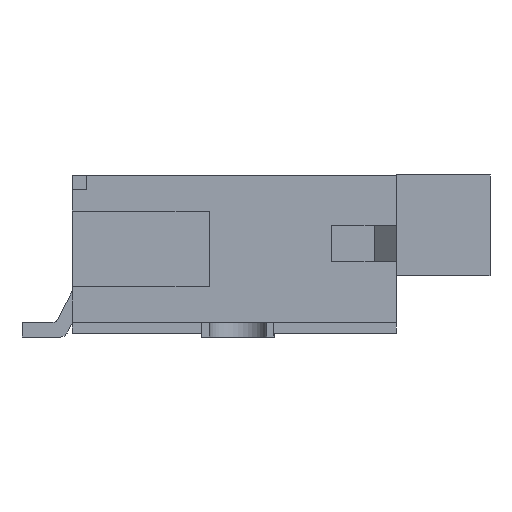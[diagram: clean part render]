
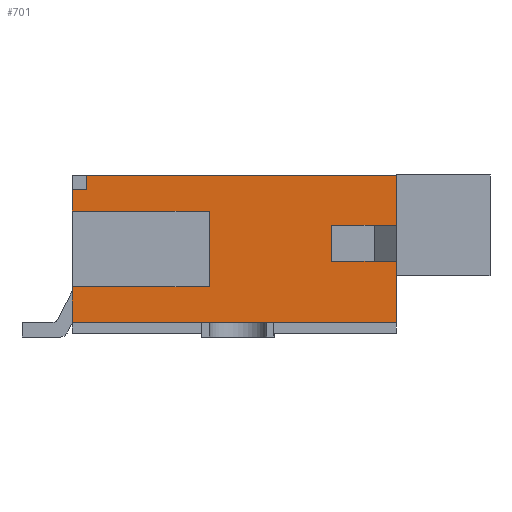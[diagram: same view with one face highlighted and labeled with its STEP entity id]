
A CAD part, left-side view. The second image highlights one B-rep face of the part: STEP entity #701.
In plain terms, the highlighted planar face has unit normal (-1, 0, 0).
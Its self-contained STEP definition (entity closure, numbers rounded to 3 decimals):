
#701 = ADVANCED_FACE( '', ( #1587 ), #1588, .T. );
#1587 = FACE_OUTER_BOUND( '', #2750, .T. );
#1588 = PLANE( '', #2751 );
#2750 = EDGE_LOOP( '', ( #4063, #4064, #4065, #4066, #4067, #4068, #4069, #4070, #4071, #4072, #4073, #4074, #4075, #4076 ) );
#2751 = AXIS2_PLACEMENT_3D( '', #4077, #4078, #4079 );
#4063 = ORIENTED_EDGE( '', *, *, #8203, .F. );
#4064 = ORIENTED_EDGE( '', *, *, #8204, .F. );
#4065 = ORIENTED_EDGE( '', *, *, #8205, .T. );
#4066 = ORIENTED_EDGE( '', *, *, #8206, .F. );
#4067 = ORIENTED_EDGE( '', *, *, #8207, .T. );
#4068 = ORIENTED_EDGE( '', *, *, #8208, .T. );
#4069 = ORIENTED_EDGE( '', *, *, #8209, .T. );
#4070 = ORIENTED_EDGE( '', *, *, #8210, .F. );
#4071 = ORIENTED_EDGE( '', *, *, #8211, .T. );
#4072 = ORIENTED_EDGE( '', *, *, #8212, .T. );
#4073 = ORIENTED_EDGE( '', *, *, #8213, .T. );
#4074 = ORIENTED_EDGE( '', *, *, #8214, .T. );
#4075 = ORIENTED_EDGE( '', *, *, #8215, .T. );
#4076 = ORIENTED_EDGE( '', *, *, #8216, .T. );
#4077 = CARTESIAN_POINT( '', ( -12.3, 0., 0. ) );
#4078 = DIRECTION( '', ( -1., 0., 0. ) );
#4079 = DIRECTION( '', ( 0., 0., 1. ) );
#8203 = EDGE_CURVE( '', #10053, #10054, #10055, .T. );
#8204 = EDGE_CURVE( '', #10056, #10053, #10057, .T. );
#8205 = EDGE_CURVE( '', #10056, #10058, #10059, .T. );
#8206 = EDGE_CURVE( '', #10060, #10058, #10061, .T. );
#8207 = EDGE_CURVE( '', #10060, #10062, #10063, .T. );
#8208 = EDGE_CURVE( '', #10062, #10064, #10065, .T. );
#8209 = EDGE_CURVE( '', #10064, #10066, #10067, .T. );
#8210 = EDGE_CURVE( '', #10068, #10066, #10069, .T. );
#8211 = EDGE_CURVE( '', #10068, #10070, #10071, .T. );
#8212 = EDGE_CURVE( '', #10070, #10072, #10073, .T. );
#8213 = EDGE_CURVE( '', #10072, #10074, #10075, .T. );
#8214 = EDGE_CURVE( '', #10074, #10076, #10077, .T. );
#8215 = EDGE_CURVE( '', #10076, #10078, #10079, .T. );
#8216 = EDGE_CURVE( '', #10078, #10054, #10080, .T. );
#10053 = VERTEX_POINT( '', #12760 );
#10054 = VERTEX_POINT( '', #12761 );
#10055 = LINE( '', #12762, #12763 );
#10056 = VERTEX_POINT( '', #12764 );
#10057 = LINE( '', #12765, #12766 );
#10058 = VERTEX_POINT( '', #12767 );
#10059 = LINE( '', #12768, #12769 );
#10060 = VERTEX_POINT( '', #12770 );
#10061 = LINE( '', #12771, #12772 );
#10062 = VERTEX_POINT( '', #12773 );
#10063 = LINE( '', #12774, #12775 );
#10064 = VERTEX_POINT( '', #12776 );
#10065 = LINE( '', #12777, #12778 );
#10066 = VERTEX_POINT( '', #12779 );
#10067 = LINE( '', #12780, #12781 );
#10068 = VERTEX_POINT( '', #12782 );
#10069 = LINE( '', #12783, #12784 );
#10070 = VERTEX_POINT( '', #12785 );
#10071 = LINE( '', #12786, #12787 );
#10072 = VERTEX_POINT( '', #12788 );
#10073 = LINE( '', #12789, #12790 );
#10074 = VERTEX_POINT( '', #12791 );
#10075 = LINE( '', #12792, #12793 );
#10076 = VERTEX_POINT( '', #12794 );
#10077 = LINE( '', #12795, #12796 );
#10078 = VERTEX_POINT( '', #12797 );
#10079 = LINE( '', #12798, #12799 );
#10080 = LINE( '', #12800, #12801 );
#12760 = CARTESIAN_POINT( '', ( -12.3, 2.05, 0.9 ) );
#12761 = CARTESIAN_POINT( '', ( -12.3, 2.05, 1.1 ) );
#12762 = CARTESIAN_POINT( '', ( -12.3, 2.05, 0. ) );
#12763 = VECTOR( '', #16247, 1000. );
#12764 = CARTESIAN_POINT( '', ( -12.3, 2.25, 0.9 ) );
#12765 = CARTESIAN_POINT( '', ( -12.3, 0., 0.9 ) );
#12766 = VECTOR( '', #16248, 1000. );
#12767 = CARTESIAN_POINT( '', ( -12.3, 2.25, 0.6 ) );
#12768 = CARTESIAN_POINT( '', ( -12.3, 2.25, 1.1 ) );
#12769 = VECTOR( '', #16249, 1000. );
#12770 = CARTESIAN_POINT( '', ( -12.3, 0.35, 0.6 ) );
#12771 = CARTESIAN_POINT( '', ( -12.3, 0.35, 0.6 ) );
#12772 = VECTOR( '', #16250, 1000. );
#12773 = CARTESIAN_POINT( '', ( -12.3, 0.35, -0.45 ) );
#12774 = CARTESIAN_POINT( '', ( -12.3, 0.35, 0.6 ) );
#12775 = VECTOR( '', #16251, 1000. );
#12776 = CARTESIAN_POINT( '', ( -12.3, 2.25, -0.45 ) );
#12777 = CARTESIAN_POINT( '', ( -12.3, 0.35, -0.45 ) );
#12778 = VECTOR( '', #16252, 1000. );
#12779 = CARTESIAN_POINT( '', ( -12.3, 2.25, -0.95 ) );
#12780 = CARTESIAN_POINT( '', ( -12.3, 2.25, 1.1 ) );
#12781 = VECTOR( '', #16253, 1000. );
#12782 = CARTESIAN_POINT( '', ( -12.3, -2.25, -0.95 ) );
#12783 = CARTESIAN_POINT( '', ( -12.3, -2.25, -0.95 ) );
#12784 = VECTOR( '', #16254, 1000. );
#12785 = CARTESIAN_POINT( '', ( -12.3, -2.25, -0.1 ) );
#12786 = CARTESIAN_POINT( '', ( -12.3, -2.25, -1.1 ) );
#12787 = VECTOR( '', #16255, 1000. );
#12788 = CARTESIAN_POINT( '', ( -12.3, -1.35, -0.1 ) );
#12789 = CARTESIAN_POINT( '', ( -12.3, -2.25, -0.1 ) );
#12790 = VECTOR( '', #16256, 1000. );
#12791 = CARTESIAN_POINT( '', ( -12.3, -1.35, 0.4 ) );
#12792 = CARTESIAN_POINT( '', ( -12.3, -1.35, -0.1 ) );
#12793 = VECTOR( '', #16257, 1000. );
#12794 = CARTESIAN_POINT( '', ( -12.3, -2.25, 0.4 ) );
#12795 = CARTESIAN_POINT( '', ( -12.3, -1.35, 0.4 ) );
#12796 = VECTOR( '', #16258, 1000. );
#12797 = CARTESIAN_POINT( '', ( -12.3, -2.25, 1.1 ) );
#12798 = CARTESIAN_POINT( '', ( -12.3, -2.25, -1.1 ) );
#12799 = VECTOR( '', #16259, 1000. );
#12800 = CARTESIAN_POINT( '', ( -12.3, -2.25, 1.1 ) );
#12801 = VECTOR( '', #16260, 1000. );
#16247 = DIRECTION( '', ( 0., 0., 1. ) );
#16248 = DIRECTION( '', ( 0., -1., 0. ) );
#16249 = DIRECTION( '', ( 0., 0., -1. ) );
#16250 = DIRECTION( '', ( 0., 1., 0. ) );
#16251 = DIRECTION( '', ( 0., 0., -1. ) );
#16252 = DIRECTION( '', ( 0., 1., 0. ) );
#16253 = DIRECTION( '', ( 0., 0., -1. ) );
#16254 = DIRECTION( '', ( 0., 1., 0. ) );
#16255 = DIRECTION( '', ( 0., 0., 1. ) );
#16256 = DIRECTION( '', ( 0., 1., 0. ) );
#16257 = DIRECTION( '', ( 0., 0., 1. ) );
#16258 = DIRECTION( '', ( 0., -1., 0. ) );
#16259 = DIRECTION( '', ( 0., 0., 1. ) );
#16260 = DIRECTION( '', ( 0., 1., 0. ) );
